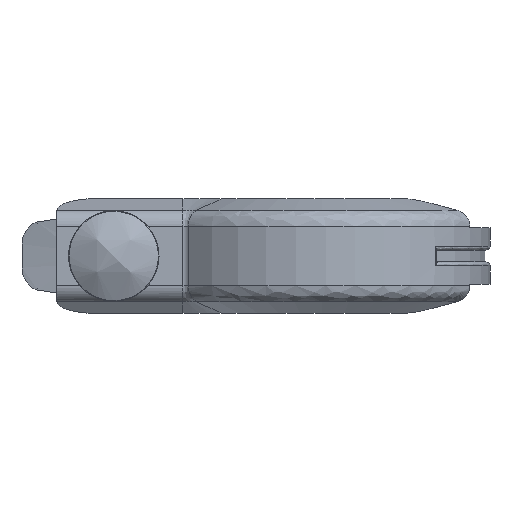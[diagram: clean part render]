
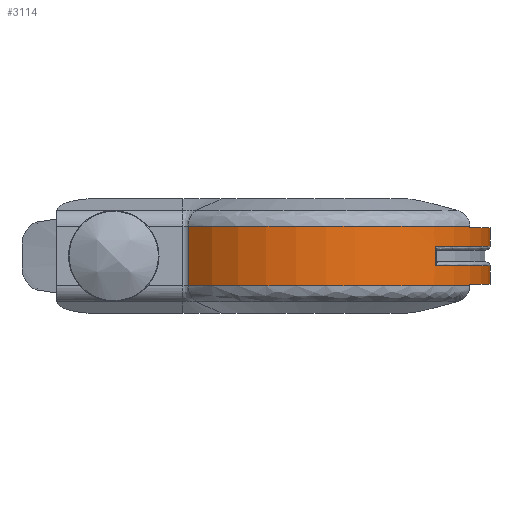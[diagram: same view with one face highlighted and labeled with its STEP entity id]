
A CAD part, front view. The second image highlights one B-rep face of the part: STEP entity #3114.
In plain terms, the highlighted cylindrical face has radius 22.75 mm (diameter 45.5 mm), a partial arc.
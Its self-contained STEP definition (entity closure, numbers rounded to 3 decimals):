
#3 = CARTESIAN_POINT ( 'NONE',  ( 0., 0., -3.782 ) ) ;
#48 = VECTOR ( 'NONE', #1389, 1000. ) ;
#54 = CIRCLE ( 'NONE', #4253, 22.75 ) ;
#139 = AXIS2_PLACEMENT_3D ( 'NONE', #5367, #3615, #780 ) ;
#167 = CARTESIAN_POINT ( 'NONE',  ( 20.182, 10.5, -15. ) ) ;
#270 = AXIS2_PLACEMENT_3D ( 'NONE', #988, #558, #3932 ) ;
#287 = EDGE_CURVE ( 'NONE', #1965, #3955, #3492, .T. ) ;
#304 = CIRCLE ( 'NONE', #2170, 22.75 ) ;
#371 = VECTOR ( 'NONE', #5312, 1000. ) ;
#388 = DIRECTION ( 'NONE',  ( 0., 0., 1. ) ) ;
#469 = EDGE_CURVE ( 'NONE', #3955, #5149, #2490, .T. ) ;
#513 = ORIENTED_EDGE ( 'NONE', *, *, #469, .T. ) ;
#521 = EDGE_CURVE ( 'NONE', #3588, #1965, #2053, .T. ) ;
#558 = DIRECTION ( 'NONE',  ( 0., 0., 1. ) ) ;
#601 = CARTESIAN_POINT ( 'NONE',  ( 0., 0., -1.25 ) ) ;
#603 = CARTESIAN_POINT ( 'NONE',  ( 15.721, -16.444, -1.25 ) ) ;
#627 = VECTOR ( 'NONE', #5189, 1000. ) ;
#667 = VERTEX_POINT ( 'NONE', #2400 ) ;
#758 = CARTESIAN_POINT ( 'NONE',  ( 15.721, 16.444, 0. ) ) ;
#780 = DIRECTION ( 'NONE',  ( -1., 0., 0. ) ) ;
#797 = EDGE_CURVE ( 'NONE', #2905, #4888, #3694, .T. ) ;
#808 = CARTESIAN_POINT ( 'NONE',  ( 15.721, 16.444, -1.25 ) ) ;
#813 = CARTESIAN_POINT ( 'NONE',  ( 0., 0., 0. ) ) ;
#816 = CARTESIAN_POINT ( 'NONE',  ( -15.887, -16.284, 0. ) ) ;
#875 = CARTESIAN_POINT ( 'NONE',  ( 20.182, 10.5, 3.65 ) ) ;
#896 = CYLINDRICAL_SURFACE ( 'NONE', #5021, 22.75 ) ;
#905 = ORIENTED_EDGE ( 'NONE', *, *, #2699, .T. ) ;
#916 = AXIS2_PLACEMENT_3D ( 'NONE', #3395, #2127, #5046 ) ;
#988 = CARTESIAN_POINT ( 'NONE',  ( 0., 0., -3.65 ) ) ;
#990 = ORIENTED_EDGE ( 'NONE', *, *, #797, .T. ) ;
#1003 = CARTESIAN_POINT ( 'NONE',  ( 20.182, -10.5, -15. ) ) ;
#1013 = CIRCLE ( 'NONE', #270, 22.75 ) ;
#1020 = LINE ( 'NONE', #2984, #5362 ) ;
#1023 = VERTEX_POINT ( 'NONE', #1516 ) ;
#1082 = CARTESIAN_POINT ( 'NONE',  ( 20.182, -10.5, -3.782 ) ) ;
#1094 = ORIENTED_EDGE ( 'NONE', *, *, #521, .T. ) ;
#1114 = DIRECTION ( 'NONE',  ( 0., 0., 1. ) ) ;
#1123 = VERTEX_POINT ( 'NONE', #808 ) ;
#1170 = ORIENTED_EDGE ( 'NONE', *, *, #4891, .T. ) ;
#1175 = DIRECTION ( 'NONE',  ( 0., 0., -1. ) ) ;
#1181 = AXIS2_PLACEMENT_3D ( 'NONE', #3, #3304, #2894 ) ;
#1205 = ORIENTED_EDGE ( 'NONE', *, *, #3519, .T. ) ;
#1208 = CIRCLE ( 'NONE', #5114, 22.75 ) ;
#1389 = DIRECTION ( 'NONE',  ( 0., 0., -1. ) ) ;
#1512 = EDGE_CURVE ( 'NONE', #1023, #4224, #2122, .T. ) ;
#1516 = CARTESIAN_POINT ( 'NONE',  ( 20.182, -10.5, 3.782 ) ) ;
#1529 = CARTESIAN_POINT ( 'NONE',  ( 0., 0., 3.782 ) ) ;
#1600 = CARTESIAN_POINT ( 'NONE',  ( 20.182, -10.5, -3.65 ) ) ;
#1604 = DIRECTION ( 'NONE',  ( 0., 0., -1. ) ) ;
#1678 = ORIENTED_EDGE ( 'NONE', *, *, #3581, .T. ) ;
#1751 = DIRECTION ( 'NONE',  ( 0., 0., 1. ) ) ;
#1782 = EDGE_CURVE ( 'NONE', #5057, #2929, #4116, .T. ) ;
#1787 = ORIENTED_EDGE ( 'NONE', *, *, #1782, .T. ) ;
#1857 = LINE ( 'NONE', #816, #2823 ) ;
#1865 = FACE_OUTER_BOUND ( 'NONE', #4284, .T. ) ;
#1965 = VERTEX_POINT ( 'NONE', #4977 ) ;
#1990 = LINE ( 'NONE', #758, #2437 ) ;
#2053 = LINE ( 'NONE', #3948, #371 ) ;
#2122 = CIRCLE ( 'NONE', #3736, 22.75 ) ;
#2127 = DIRECTION ( 'NONE',  ( 0., 0., -1. ) ) ;
#2170 = AXIS2_PLACEMENT_3D ( 'NONE', #2680, #4860, #3987 ) ;
#2262 = VERTEX_POINT ( 'NONE', #4770 ) ;
#2276 = ORIENTED_EDGE ( 'NONE', *, *, #3299, .T. ) ;
#2342 = CARTESIAN_POINT ( 'NONE',  ( 20.182, 10.5, -3.782 ) ) ;
#2400 = CARTESIAN_POINT ( 'NONE',  ( -15.887, -16.284, -3.782 ) ) ;
#2437 = VECTOR ( 'NONE', #1175, 1000. ) ;
#2472 = ORIENTED_EDGE ( 'NONE', *, *, #4363, .T. ) ;
#2490 = LINE ( 'NONE', #3435, #627 ) ;
#2526 = EDGE_CURVE ( 'NONE', #4800, #2262, #1020, .T. ) ;
#2680 = CARTESIAN_POINT ( 'NONE',  ( 0., 0., -3.782 ) ) ;
#2699 = EDGE_CURVE ( 'NONE', #4888, #5057, #1013, .T. ) ;
#2823 = VECTOR ( 'NONE', #1604, 1000. ) ;
#2894 = DIRECTION ( 'NONE',  ( -1., 0., 0. ) ) ;
#2905 = VERTEX_POINT ( 'NONE', #1082 ) ;
#2929 = VERTEX_POINT ( 'NONE', #2342 ) ;
#2961 = CIRCLE ( 'NONE', #139, 22.75 ) ;
#2976 = CARTESIAN_POINT ( 'NONE',  ( 20.182, 10.5, -3.65 ) ) ;
#2984 = CARTESIAN_POINT ( 'NONE',  ( 15.721, -16.444, 0. ) ) ;
#2987 = ORIENTED_EDGE ( 'NONE', *, *, #3973, .T. ) ;
#3080 = ORIENTED_EDGE ( 'NONE', *, *, #287, .T. ) ;
#3114 = ADVANCED_FACE ( 'NONE', ( #1865, #3629 ), #896, .T. ) ;
#3161 = CARTESIAN_POINT ( 'NONE',  ( 0., 0., 1.25 ) ) ;
#3211 = CARTESIAN_POINT ( 'NONE',  ( 20.182, -10.5, -15. ) ) ;
#3299 = EDGE_CURVE ( 'NONE', #1123, #4800, #54, .T. ) ;
#3304 = DIRECTION ( 'NONE',  ( 0., 0., 1. ) ) ;
#3395 = CARTESIAN_POINT ( 'NONE',  ( 0., 0., 3.782 ) ) ;
#3435 = CARTESIAN_POINT ( 'NONE',  ( 20.182, 10.5, -15. ) ) ;
#3467 = EDGE_CURVE ( 'NONE', #667, #2905, #304, .T. ) ;
#3492 = CIRCLE ( 'NONE', #916, 22.75 ) ;
#3519 = EDGE_CURVE ( 'NONE', #5149, #4405, #2961, .T. ) ;
#3550 = VECTOR ( 'NONE', #4354, 1000. ) ;
#3581 = EDGE_CURVE ( 'NONE', #3688, #1123, #1990, .T. ) ;
#3588 = VERTEX_POINT ( 'NONE', #4530 ) ;
#3601 = DIRECTION ( 'NONE',  ( 0., 0., -1. ) ) ;
#3615 = DIRECTION ( 'NONE',  ( 0., 0., -1. ) ) ;
#3629 = FACE_BOUND ( 'NONE', #5153, .T. ) ;
#3688 = VERTEX_POINT ( 'NONE', #5253 ) ;
#3694 = LINE ( 'NONE', #1003, #3550 ) ;
#3710 = VECTOR ( 'NONE', #388, 1000. ) ;
#3736 = AXIS2_PLACEMENT_3D ( 'NONE', #1529, #3601, #4475 ) ;
#3793 = ORIENTED_EDGE ( 'NONE', *, *, #1512, .T. ) ;
#3932 = DIRECTION ( 'NONE',  ( -1., 0., 0. ) ) ;
#3948 = CARTESIAN_POINT ( 'NONE',  ( -15.887, 16.284, 0. ) ) ;
#3955 = VERTEX_POINT ( 'NONE', #4974 ) ;
#3973 = EDGE_CURVE ( 'NONE', #4224, #667, #1857, .T. ) ;
#3987 = DIRECTION ( 'NONE',  ( -1., 0., 0. ) ) ;
#4098 = DIRECTION ( 'NONE',  ( -1., 0., 0. ) ) ;
#4116 = LINE ( 'NONE', #167, #48 ) ;
#4183 = DIRECTION ( 'NONE',  ( 0., 0., -1. ) ) ;
#4224 = VERTEX_POINT ( 'NONE', #4309 ) ;
#4253 = AXIS2_PLACEMENT_3D ( 'NONE', #601, #4733, #5152 ) ;
#4284 = EDGE_LOOP ( 'NONE', ( #1787, #1170, #1094, #3080, #513, #1205, #4796, #3793, #2987, #4599, #990, #905 ) ) ;
#4309 = CARTESIAN_POINT ( 'NONE',  ( -15.887, -16.284, 3.782 ) ) ;
#4354 = DIRECTION ( 'NONE',  ( 0., 0., 1. ) ) ;
#4363 = EDGE_CURVE ( 'NONE', #2262, #3688, #1208, .T. ) ;
#4405 = VERTEX_POINT ( 'NONE', #5437 ) ;
#4475 = DIRECTION ( 'NONE',  ( -1., 0., 0. ) ) ;
#4530 = CARTESIAN_POINT ( 'NONE',  ( -15.887, 16.284, -3.782 ) ) ;
#4599 = ORIENTED_EDGE ( 'NONE', *, *, #3467, .T. ) ;
#4665 = ORIENTED_EDGE ( 'NONE', *, *, #2526, .T. ) ;
#4733 = DIRECTION ( 'NONE',  ( 0., 0., -1. ) ) ;
#4770 = CARTESIAN_POINT ( 'NONE',  ( 15.721, -16.444, 1.25 ) ) ;
#4796 = ORIENTED_EDGE ( 'NONE', *, *, #4846, .T. ) ;
#4800 = VERTEX_POINT ( 'NONE', #603 ) ;
#4846 = EDGE_CURVE ( 'NONE', #4405, #1023, #5044, .T. ) ;
#4860 = DIRECTION ( 'NONE',  ( 0., 0., 1. ) ) ;
#4888 = VERTEX_POINT ( 'NONE', #1600 ) ;
#4891 = EDGE_CURVE ( 'NONE', #2929, #3588, #4909, .T. ) ;
#4909 = CIRCLE ( 'NONE', #1181, 22.75 ) ;
#4965 = DIRECTION ( 'NONE',  ( -1., 0., 0. ) ) ;
#4974 = CARTESIAN_POINT ( 'NONE',  ( 20.182, 10.5, 3.782 ) ) ;
#4977 = CARTESIAN_POINT ( 'NONE',  ( -15.887, 16.284, 3.782 ) ) ;
#5021 = AXIS2_PLACEMENT_3D ( 'NONE', #813, #4183, #4965 ) ;
#5044 = LINE ( 'NONE', #3211, #3710 ) ;
#5046 = DIRECTION ( 'NONE',  ( -1., 0., 0. ) ) ;
#5057 = VERTEX_POINT ( 'NONE', #2976 ) ;
#5114 = AXIS2_PLACEMENT_3D ( 'NONE', #3161, #1114, #4098 ) ;
#5149 = VERTEX_POINT ( 'NONE', #875 ) ;
#5152 = DIRECTION ( 'NONE',  ( -1., 0., 0. ) ) ;
#5153 = EDGE_LOOP ( 'NONE', ( #2276, #4665, #2472, #1678 ) ) ;
#5189 = DIRECTION ( 'NONE',  ( 0., 0., -1. ) ) ;
#5253 = CARTESIAN_POINT ( 'NONE',  ( 15.721, 16.444, 1.25 ) ) ;
#5312 = DIRECTION ( 'NONE',  ( 0., 0., 1. ) ) ;
#5362 = VECTOR ( 'NONE', #1751, 1000. ) ;
#5367 = CARTESIAN_POINT ( 'NONE',  ( 0., 0., 3.65 ) ) ;
#5437 = CARTESIAN_POINT ( 'NONE',  ( 20.182, -10.5, 3.65 ) ) ;
